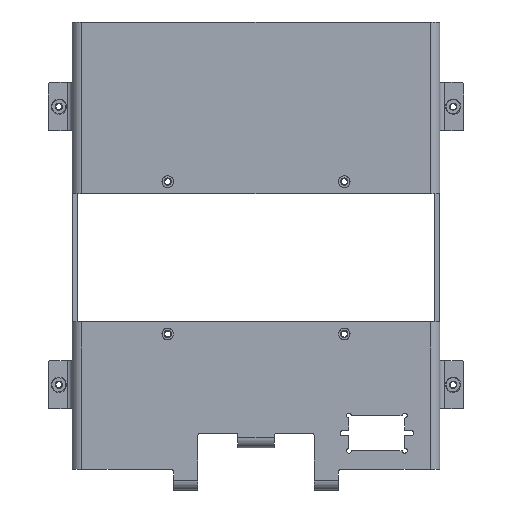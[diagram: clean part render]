
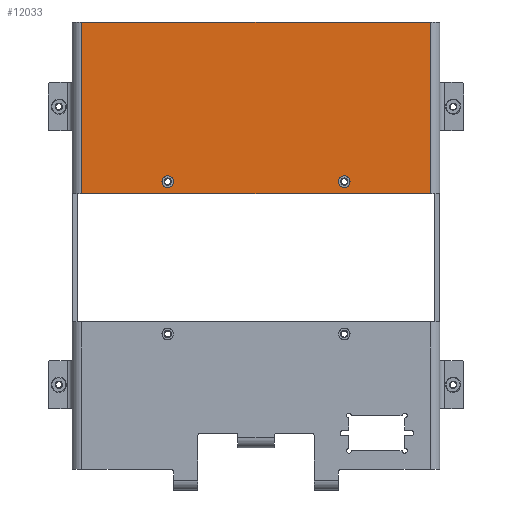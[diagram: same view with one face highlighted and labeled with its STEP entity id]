
A CAD part, front view. The second image highlights one B-rep face of the part: STEP entity #12033.
In plain terms, the highlighted planar face has unit normal (0, -1, 0).
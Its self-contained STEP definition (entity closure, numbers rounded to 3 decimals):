
#84 = CARTESIAN_POINT ( 'NONE',  ( -36.5, -2., -66. ) ) ;
#95 = EDGE_CURVE ( 'NONE', #1944, #11441, #8189, .T. ) ;
#164 = LINE ( 'NONE', #3721, #1909 ) ;
#216 = VERTEX_POINT ( 'NONE', #4135 ) ;
#241 = LINE ( 'NONE', #9496, #4203 ) ;
#284 = DIRECTION ( 'NONE',  ( -1., 0., 0. ) ) ;
#712 = FACE_OUTER_BOUND ( 'NONE', #3278, .T. ) ;
#735 = CARTESIAN_POINT ( 'NONE',  ( 36.5, -2., -63.605 ) ) ;
#769 = PLANE ( 'NONE',  #1877 ) ;
#853 = LINE ( 'NONE', #7413, #3158 ) ;
#996 = DIRECTION ( 'NONE',  ( 0., 0., -1. ) ) ;
#1150 = EDGE_LOOP ( 'NONE', ( #8291, #8852 ) ) ;
#1255 = ORIENTED_EDGE ( 'NONE', *, *, #4627, .F. ) ;
#1573 = CARTESIAN_POINT ( 'NONE',  ( -36.5, -2., -63.605 ) ) ;
#1625 = FACE_BOUND ( 'NONE', #7638, .T. ) ;
#1676 = ORIENTED_EDGE ( 'NONE', *, *, #6708, .F. ) ;
#1697 = CARTESIAN_POINT ( 'NONE',  ( -36.5, -2., -68.395 ) ) ;
#1877 = AXIS2_PLACEMENT_3D ( 'NONE', #4494, #8301, #12021 ) ;
#1909 = VECTOR ( 'NONE', #2920, 1000. ) ;
#1944 = VERTEX_POINT ( 'NONE', #735 ) ;
#1984 = ORIENTED_EDGE ( 'NONE', *, *, #4476, .T. ) ;
#2130 = LINE ( 'NONE', #5800, #10405 ) ;
#2140 = ORIENTED_EDGE ( 'NONE', *, *, #8693, .F. ) ;
#2213 = DIRECTION ( 'NONE',  ( 0., 0., -1. ) ) ;
#2281 = VERTEX_POINT ( 'NONE', #1573 ) ;
#2407 = CARTESIAN_POINT ( 'NONE',  ( 36.5, -2., -68.395 ) ) ;
#2481 = FACE_BOUND ( 'NONE', #1150, .T. ) ;
#2920 = DIRECTION ( 'NONE',  ( 0., 0., 1. ) ) ;
#3030 = CIRCLE ( 'NONE', #10088, 2.395 ) ;
#3131 = EDGE_CURVE ( 'NONE', #11441, #1944, #3030, .T. ) ;
#3158 = VECTOR ( 'NONE', #4585, 1000. ) ;
#3278 = EDGE_LOOP ( 'NONE', ( #3664, #1255, #1984, #11486 ) ) ;
#3613 = CIRCLE ( 'NONE', #8885, 2.395 ) ;
#3664 = ORIENTED_EDGE ( 'NONE', *, *, #7843, .F. ) ;
#3721 = CARTESIAN_POINT ( 'NONE',  ( -72., -2., -185. ) ) ;
#3785 = VERTEX_POINT ( 'NONE', #11004 ) ;
#3812 = DIRECTION ( 'NONE',  ( 0., -1., 0. ) ) ;
#3893 = CARTESIAN_POINT ( 'NONE',  ( 36.5, -2., -66. ) ) ;
#3976 = DIRECTION ( 'NONE',  ( 1., 0., 0. ) ) ;
#4135 = CARTESIAN_POINT ( 'NONE',  ( 72., -2., 0. ) ) ;
#4203 = VECTOR ( 'NONE', #3976, 1000. ) ;
#4476 = EDGE_CURVE ( 'NONE', #6480, #216, #853, .T. ) ;
#4494 = CARTESIAN_POINT ( 'NONE',  ( -74., -2., -185. ) ) ;
#4585 = DIRECTION ( 'NONE',  ( 0., 0., 1. ) ) ;
#4627 = EDGE_CURVE ( 'NONE', #6480, #3785, #2130, .T. ) ;
#5144 = DIRECTION ( 'NONE',  ( 0., -1., 0. ) ) ;
#5552 = CARTESIAN_POINT ( 'NONE',  ( -72., -2., 0. ) ) ;
#5800 = CARTESIAN_POINT ( 'NONE',  ( 72., -2., -71. ) ) ;
#6480 = VERTEX_POINT ( 'NONE', #12083 ) ;
#6708 = EDGE_CURVE ( 'NONE', #2281, #7731, #3613, .T. ) ;
#7413 = CARTESIAN_POINT ( 'NONE',  ( 72., -2., -185. ) ) ;
#7638 = EDGE_LOOP ( 'NONE', ( #1676, #2140 ) ) ;
#7731 = VERTEX_POINT ( 'NONE', #1697 ) ;
#7843 = EDGE_CURVE ( 'NONE', #3785, #9411, #164, .T. ) ;
#8189 = CIRCLE ( 'NONE', #11886, 2.395 ) ;
#8291 = ORIENTED_EDGE ( 'NONE', *, *, #95, .F. ) ;
#8301 = DIRECTION ( 'NONE',  ( 0., -1., 0. ) ) ;
#8413 = CIRCLE ( 'NONE', #11146, 2.395 ) ;
#8562 = DIRECTION ( 'NONE',  ( 0., -1., 0. ) ) ;
#8693 = EDGE_CURVE ( 'NONE', #7731, #2281, #8413, .T. ) ;
#8852 = ORIENTED_EDGE ( 'NONE', *, *, #3131, .F. ) ;
#8885 = AXIS2_PLACEMENT_3D ( 'NONE', #84, #3812, #9678 ) ;
#9395 = DIRECTION ( 'NONE',  ( 0., -1., 0. ) ) ;
#9411 = VERTEX_POINT ( 'NONE', #5552 ) ;
#9496 = CARTESIAN_POINT ( 'NONE',  ( -74., -2., 0. ) ) ;
#9588 = DIRECTION ( 'NONE',  ( 0., 0., -1. ) ) ;
#9678 = DIRECTION ( 'NONE',  ( 0., 0., -1. ) ) ;
#10088 = AXIS2_PLACEMENT_3D ( 'NONE', #10723, #5144, #2213 ) ;
#10134 = CARTESIAN_POINT ( 'NONE',  ( -36.5, -2., -66. ) ) ;
#10405 = VECTOR ( 'NONE', #284, 1000. ) ;
#10723 = CARTESIAN_POINT ( 'NONE',  ( 36.5, -2., -66. ) ) ;
#11004 = CARTESIAN_POINT ( 'NONE',  ( -72., -2., -71. ) ) ;
#11146 = AXIS2_PLACEMENT_3D ( 'NONE', #10134, #9395, #996 ) ;
#11441 = VERTEX_POINT ( 'NONE', #2407 ) ;
#11486 = ORIENTED_EDGE ( 'NONE', *, *, #11705, .F. ) ;
#11705 = EDGE_CURVE ( 'NONE', #9411, #216, #241, .T. ) ;
#11886 = AXIS2_PLACEMENT_3D ( 'NONE', #3893, #8562, #9588 ) ;
#12021 = DIRECTION ( 'NONE',  ( 0., 0., -1. ) ) ;
#12033 = ADVANCED_FACE ( 'NONE', ( #1625, #2481, #712 ), #769, .T. ) ;
#12083 = CARTESIAN_POINT ( 'NONE',  ( 72., -2., -71. ) ) ;
